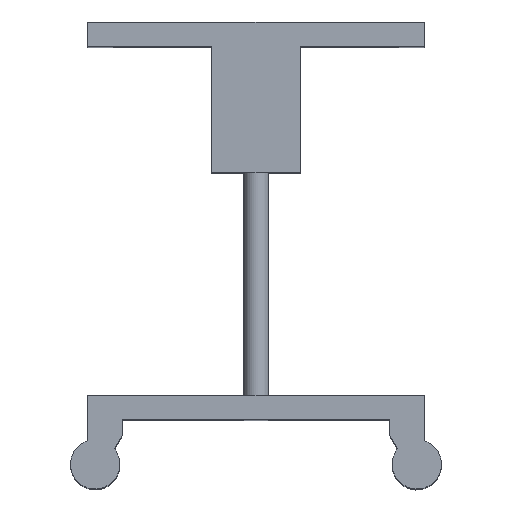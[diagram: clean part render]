
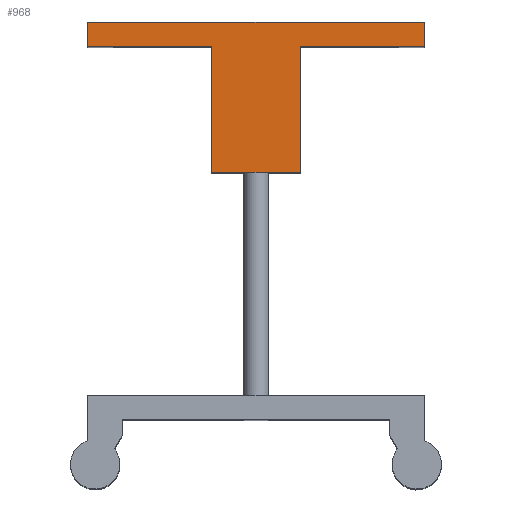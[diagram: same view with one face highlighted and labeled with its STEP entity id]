
A CAD part, top view. The second image highlights one B-rep face of the part: STEP entity #968.
In plain terms, the highlighted planar face has unit normal (0, 0, 1).
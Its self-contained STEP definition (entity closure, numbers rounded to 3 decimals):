
#70=FACE_OUTER_BOUND('',#117,.T.);
#117=EDGE_LOOP('',(#865,#866,#867,#868,#869,#870,#871,#872,#873));
#207=LINE('',#1480,#327);
#208=LINE('',#1483,#328);
#219=LINE('',#1511,#339);
#223=LINE('',#1518,#343);
#230=LINE('',#1532,#350);
#231=LINE('',#1535,#351);
#251=LINE('',#1573,#371);
#256=LINE('',#1582,#376);
#257=LINE('',#1584,#377);
#327=VECTOR('',#1215,10.);
#328=VECTOR('',#1218,10.);
#339=VECTOR('',#1243,10.);
#343=VECTOR('',#1249,10.);
#350=VECTOR('',#1258,10.);
#351=VECTOR('',#1261,10.);
#371=VECTOR('',#1295,10.);
#376=VECTOR('',#1304,10.);
#377=VECTOR('',#1307,10.);
#432=VERTEX_POINT('',#1472);
#434=VERTEX_POINT('',#1478);
#435=VERTEX_POINT('',#1482);
#444=VERTEX_POINT('',#1508);
#447=VERTEX_POINT('',#1515);
#453=VERTEX_POINT('',#1530);
#454=VERTEX_POINT('',#1534);
#465=VERTEX_POINT('',#1571);
#467=VERTEX_POINT('',#1580);
#552=EDGE_CURVE('',#434,#432,#207,.T.);
#553=EDGE_CURVE('',#432,#435,#208,.T.);
#567=EDGE_CURVE('',#444,#434,#219,.T.);
#571=EDGE_CURVE('',#447,#435,#223,.T.);
#578=EDGE_CURVE('',#453,#444,#230,.T.);
#579=EDGE_CURVE('',#447,#454,#231,.T.);
#599=EDGE_CURVE('',#465,#453,#251,.T.);
#604=EDGE_CURVE('',#467,#454,#256,.T.);
#605=EDGE_CURVE('',#465,#467,#257,.T.);
#865=ORIENTED_EDGE('',*,*,#605,.T.);
#866=ORIENTED_EDGE('',*,*,#604,.T.);
#867=ORIENTED_EDGE('',*,*,#579,.F.);
#868=ORIENTED_EDGE('',*,*,#571,.T.);
#869=ORIENTED_EDGE('',*,*,#553,.F.);
#870=ORIENTED_EDGE('',*,*,#552,.F.);
#871=ORIENTED_EDGE('',*,*,#567,.F.);
#872=ORIENTED_EDGE('',*,*,#578,.F.);
#873=ORIENTED_EDGE('',*,*,#599,.F.);
#921=PLANE('',#1056);
#968=ADVANCED_FACE('',(#70),#921,.T.);
#1056=AXIS2_PLACEMENT_3D('',#1583,#1305,#1306);
#1215=DIRECTION('',(-1.,0.,0.));
#1218=DIRECTION('',(-1.,0.,0.));
#1243=DIRECTION('',(0.,-1.,0.));
#1249=DIRECTION('',(0.,-1.,0.));
#1258=DIRECTION('',(-1.,0.,0.));
#1261=DIRECTION('',(-1.,0.,0.));
#1295=DIRECTION('',(0.,-1.,0.));
#1304=DIRECTION('',(0.,-1.,0.));
#1305=DIRECTION('center_axis',(0.,0.,1.));
#1306=DIRECTION('ref_axis',(-1.,0.,0.));
#1307=DIRECTION('',(-1.,0.,0.));
#1472=CARTESIAN_POINT('',(-340.,1484.,0.));
#1478=CARTESIAN_POINT('',(-251.,1484.,0.));
#1480=CARTESIAN_POINT('',(0.,1484.,0.));
#1482=CARTESIAN_POINT('',(-429.,1484.,0.));
#1483=CARTESIAN_POINT('',(0.,1484.,0.));
#1508=CARTESIAN_POINT('',(-251.,1738.,0.));
#1511=CARTESIAN_POINT('',(-251.,1738.,0.));
#1515=CARTESIAN_POINT('',(-429.,1738.,0.));
#1518=CARTESIAN_POINT('',(-429.,1738.,0.));
#1530=CARTESIAN_POINT('',(0.,1738.,0.));
#1532=CARTESIAN_POINT('',(0.,1738.,0.));
#1534=CARTESIAN_POINT('',(-680.,1738.,0.));
#1535=CARTESIAN_POINT('',(0.,1738.,0.));
#1571=CARTESIAN_POINT('',(0.,1788.,0.));
#1573=CARTESIAN_POINT('',(0.,1788.,0.));
#1580=CARTESIAN_POINT('',(-680.,1788.,0.));
#1582=CARTESIAN_POINT('',(-680.,1788.,0.));
#1583=CARTESIAN_POINT('Origin',(0.,1788.,0.));
#1584=CARTESIAN_POINT('',(0.,1788.,0.));
